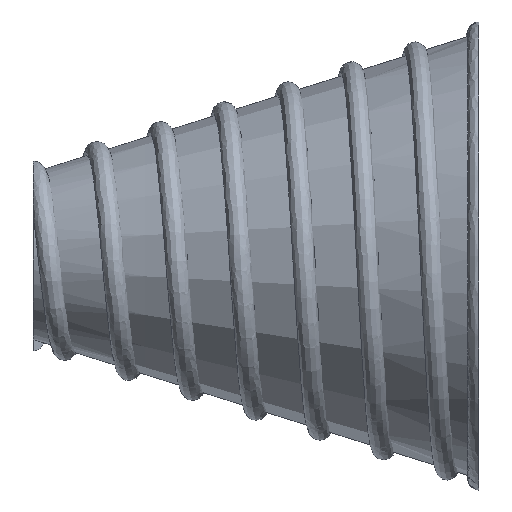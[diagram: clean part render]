
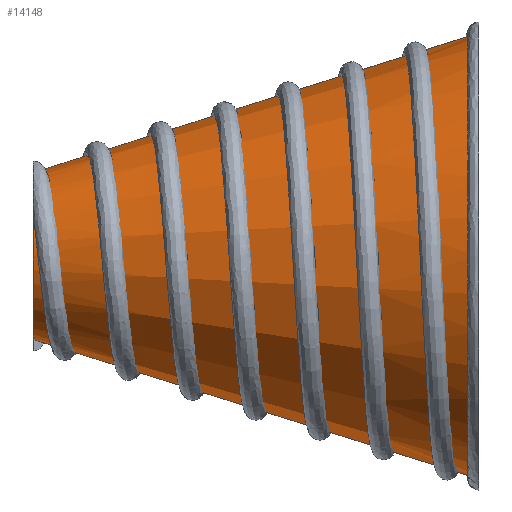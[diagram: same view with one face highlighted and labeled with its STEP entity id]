
A CAD part, top view. The second image highlights one B-rep face of the part: STEP entity #14148.
In plain terms, the highlighted conical face has half-angle 17.354 degrees and reference radius 40 mm.
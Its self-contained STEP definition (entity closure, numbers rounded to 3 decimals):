
#10 = EDGE_CURVE ( 'NONE', #30, #31, #46, .T. ) ;
#11 = EDGE_CURVE ( 'NONE', #30, #29, #47, .T. ) ;
#12 = EDGE_CURVE ( 'NONE', #31, #32, #50, .T. ) ;
#13 = EDGE_CURVE ( 'NONE', #29, #32, #53, .T. ) ;
#29 = VERTEX_POINT ( 'NONE', #14415 ) ;
#30 = VERTEX_POINT ( 'NONE', #14365 ) ;
#31 = VERTEX_POINT ( 'NONE', #14398 ) ;
#32 = VERTEX_POINT ( 'NONE', #14362 ) ;
#46 = LINE ( 'NONE', #14262, #51 ) ;
#47 = CIRCLE ( 'NONE', #14252, 15. ) ;
#50 = CIRCLE ( 'NONE', #14253, 40. ) ;
#51 = VECTOR ( 'NONE', #14459, 1000. ) ;
#53 = LINE ( 'NONE', #14385, #55 ) ;
#55 = VECTOR ( 'NONE', #14425, 1000. ) ;
#74 = FACE_OUTER_BOUND ( 'NONE', #13686, .T. ) ;
#77 = CONICAL_SURFACE ( 'NONE', #14217, 40., 0.303 ) ;
#9971 = CARTESIAN_POINT ( 'NONE',  ( 80., 0., 0. ) ) ;
#9972 = DIRECTION ( 'NONE',  ( 1., 0., 0. ) ) ;
#9974 = DIRECTION ( 'NONE',  ( 0., 1., 0. ) ) ;
#13686 = EDGE_LOOP ( 'NONE', ( #14233, #14258, #14259, #14260 ) ) ;
#14148 = ADVANCED_FACE ( 'NONE', ( #74 ), #77, .T. ) ;
#14217 = AXIS2_PLACEMENT_3D ( 'NONE', #9971, #9972, #9974 ) ;
#14233 = ORIENTED_EDGE ( 'NONE', *, *, #11, .F. ) ;
#14252 = AXIS2_PLACEMENT_3D ( 'NONE', #14462, #14478, #14366 ) ;
#14253 = AXIS2_PLACEMENT_3D ( 'NONE', #14325, #14453, #14387 ) ;
#14258 = ORIENTED_EDGE ( 'NONE', *, *, #10, .T. ) ;
#14259 = ORIENTED_EDGE ( 'NONE', *, *, #12, .T. ) ;
#14260 = ORIENTED_EDGE ( 'NONE', *, *, #13, .F. ) ;
#14262 = CARTESIAN_POINT ( 'NONE',  ( 80., -40., 0. ) ) ;
#14325 = CARTESIAN_POINT ( 'NONE',  ( 80., 0., 0. ) ) ;
#14362 = CARTESIAN_POINT ( 'NONE',  ( 80., 40., 0. ) ) ;
#14365 = CARTESIAN_POINT ( 'NONE',  ( 0., -15., 0. ) ) ;
#14366 = DIRECTION ( 'NONE',  ( 0., -1., 0. ) ) ;
#14385 = CARTESIAN_POINT ( 'NONE',  ( 80., 40., 0. ) ) ;
#14387 = DIRECTION ( 'NONE',  ( 0., -1., 0. ) ) ;
#14398 = CARTESIAN_POINT ( 'NONE',  ( 80., -40., 0. ) ) ;
#14415 = CARTESIAN_POINT ( 'NONE',  ( 0., 15., 0. ) ) ;
#14425 = DIRECTION ( 'NONE',  ( 0.954, 0.298, 0. ) ) ;
#14453 = DIRECTION ( 'NONE',  ( -1., 0., 0. ) ) ;
#14459 = DIRECTION ( 'NONE',  ( 0.954, -0.298, 0. ) ) ;
#14462 = CARTESIAN_POINT ( 'NONE',  ( 0., 0., 0. ) ) ;
#14478 = DIRECTION ( 'NONE',  ( -1., 0., 0. ) ) ;
